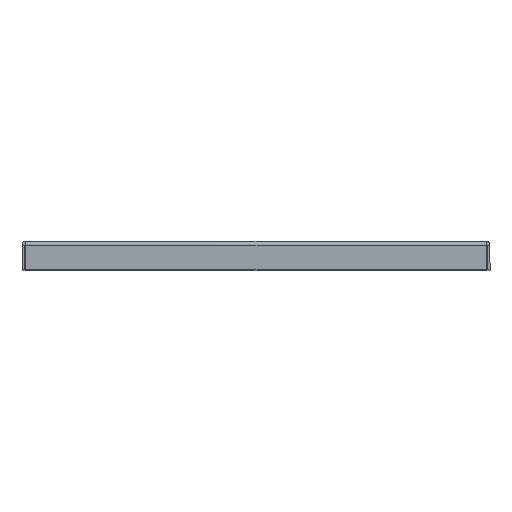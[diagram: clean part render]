
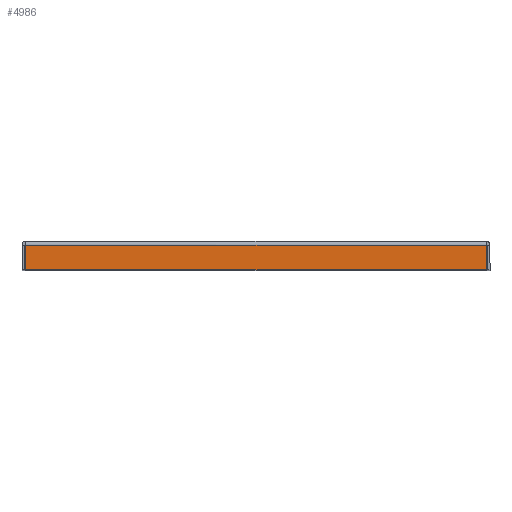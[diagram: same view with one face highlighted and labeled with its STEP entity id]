
A CAD part, top view. The second image highlights one B-rep face of the part: STEP entity #4986.
In plain terms, the highlighted planar face has unit normal (0, 0, 1).
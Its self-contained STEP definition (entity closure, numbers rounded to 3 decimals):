
#65 = VERTEX_POINT ( 'NONE', #3561 ) ;
#270 = DIRECTION ( 'NONE',  ( -1., 0., 0. ) ) ;
#293 = CARTESIAN_POINT ( 'NONE',  ( 0., -22.3, 275.063 ) ) ;
#374 = ORIENTED_EDGE ( 'NONE', *, *, #2283, .T. ) ;
#382 = VERTEX_POINT ( 'NONE', #2432 ) ;
#491 = EDGE_CURVE ( 'NONE', #4584, #5703, #1212, .T. ) ;
#538 = EDGE_LOOP ( 'NONE', ( #760, #4008, #374, #2049 ) ) ;
#683 = LINE ( 'NONE', #4880, #2852 ) ;
#760 = ORIENTED_EDGE ( 'NONE', *, *, #491, .T. ) ;
#798 = DIRECTION ( 'NONE',  ( 0., 1., 0. ) ) ;
#1212 = LINE ( 'NONE', #293, #2150 ) ;
#1295 = EDGE_CURVE ( 'NONE', #65, #4584, #2590, .T. ) ;
#1444 = CARTESIAN_POINT ( 'NONE',  ( -179.281, -22.3, 275.063 ) ) ;
#1725 = CARTESIAN_POINT ( 'NONE',  ( 0., -3.113, 275.063 ) ) ;
#2049 = ORIENTED_EDGE ( 'NONE', *, *, #1295, .T. ) ;
#2112 = CARTESIAN_POINT ( 'NONE',  ( -179.281, 0., 275.063 ) ) ;
#2150 = VECTOR ( 'NONE', #2245, 1000. ) ;
#2233 = DIRECTION ( 'NONE',  ( 0., 0., 1. ) ) ;
#2245 = DIRECTION ( 'NONE',  ( 1., 0., 0. ) ) ;
#2283 = EDGE_CURVE ( 'NONE', #382, #65, #3958, .T. ) ;
#2432 = CARTESIAN_POINT ( 'NONE',  ( 179.281, -3.113, 275.063 ) ) ;
#2590 = LINE ( 'NONE', #2112, #3776 ) ;
#2685 = CARTESIAN_POINT ( 'NONE',  ( 0., 0., 275.063 ) ) ;
#2852 = VECTOR ( 'NONE', #798, 1000. ) ;
#3070 = EDGE_CURVE ( 'NONE', #5703, #382, #683, .T. ) ;
#3094 = DIRECTION ( 'NONE',  ( 0., -1., 0. ) ) ;
#3131 = VECTOR ( 'NONE', #270, 1000. ) ;
#3137 = DIRECTION ( 'NONE',  ( 0., -1., 0. ) ) ;
#3506 = AXIS2_PLACEMENT_3D ( 'NONE', #2685, #2233, #3137 ) ;
#3561 = CARTESIAN_POINT ( 'NONE',  ( -179.281, -3.113, 275.063 ) ) ;
#3776 = VECTOR ( 'NONE', #3094, 1000. ) ;
#3958 = LINE ( 'NONE', #1725, #3131 ) ;
#4008 = ORIENTED_EDGE ( 'NONE', *, *, #3070, .T. ) ;
#4571 = FACE_OUTER_BOUND ( 'NONE', #538, .T. ) ;
#4584 = VERTEX_POINT ( 'NONE', #1444 ) ;
#4880 = CARTESIAN_POINT ( 'NONE',  ( 179.281, 0., 275.063 ) ) ;
#4986 = ADVANCED_FACE ( 'NONE', ( #4571 ), #5405, .T. ) ;
#5064 = CARTESIAN_POINT ( 'NONE',  ( 179.281, -22.3, 275.063 ) ) ;
#5405 = PLANE ( 'NONE',  #3506 ) ;
#5703 = VERTEX_POINT ( 'NONE', #5064 ) ;
